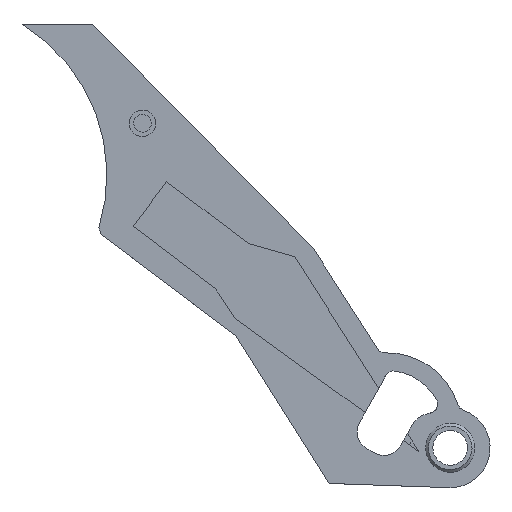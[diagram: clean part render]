
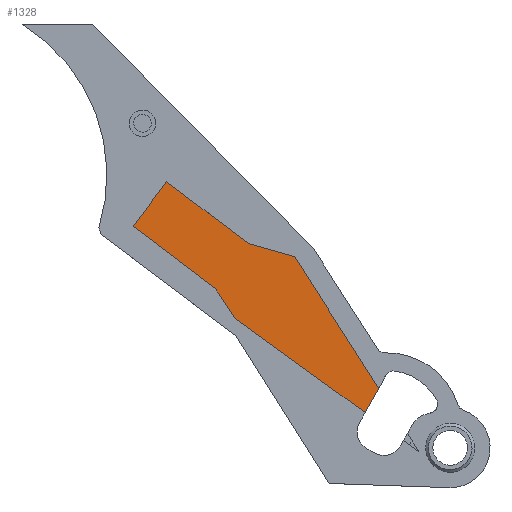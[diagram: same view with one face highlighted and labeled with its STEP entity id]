
A CAD part, top view. The second image highlights one B-rep face of the part: STEP entity #1328.
In plain terms, the highlighted planar face has unit normal (0, 0, 1).
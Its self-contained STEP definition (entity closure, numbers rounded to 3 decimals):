
#62=PLANE('',#1456);
#149=FACE_OUTER_BOUND('',#232,.T.);
#232=EDGE_LOOP('',(#1202,#1203,#1204,#1205,#1206,#1207,#1208,#1209));
#404=LINE('',#2329,#527);
#407=LINE('',#2334,#530);
#409=LINE('',#2338,#532);
#411=LINE('',#2342,#534);
#413=LINE('',#2346,#536);
#415=LINE('',#2350,#538);
#417=LINE('',#2353,#540);
#422=LINE('',#2368,#545);
#527=VECTOR('',#1751,10.);
#530=VECTOR('',#1756,10.);
#532=VECTOR('',#1760,10.);
#534=VECTOR('',#1764,10.);
#536=VECTOR('',#1768,10.);
#538=VECTOR('',#1772,10.);
#540=VECTOR('',#1776,10.);
#545=VECTOR('',#1793,10.);
#660=VERTEX_POINT('',#2311);
#663=VERTEX_POINT('',#2327);
#664=VERTEX_POINT('',#2328);
#665=VERTEX_POINT('',#2333);
#666=VERTEX_POINT('',#2337);
#667=VERTEX_POINT('',#2341);
#668=VERTEX_POINT('',#2345);
#669=VERTEX_POINT('',#2349);
#837=EDGE_CURVE('',#663,#664,#404,.T.);
#840=EDGE_CURVE('',#664,#665,#407,.T.);
#842=EDGE_CURVE('',#665,#666,#409,.T.);
#844=EDGE_CURVE('',#666,#667,#411,.T.);
#846=EDGE_CURVE('',#667,#668,#413,.T.);
#848=EDGE_CURVE('',#668,#669,#415,.T.);
#850=EDGE_CURVE('',#669,#660,#417,.T.);
#857=EDGE_CURVE('',#660,#663,#422,.T.);
#1202=ORIENTED_EDGE('',*,*,#837,.T.);
#1203=ORIENTED_EDGE('',*,*,#840,.T.);
#1204=ORIENTED_EDGE('',*,*,#842,.T.);
#1205=ORIENTED_EDGE('',*,*,#844,.T.);
#1206=ORIENTED_EDGE('',*,*,#846,.T.);
#1207=ORIENTED_EDGE('',*,*,#848,.T.);
#1208=ORIENTED_EDGE('',*,*,#850,.T.);
#1209=ORIENTED_EDGE('',*,*,#857,.T.);
#1328=ADVANCED_FACE('',(#149),#62,.T.);
#1456=AXIS2_PLACEMENT_3D('',#2367,#1791,#1792);
#1751=DIRECTION('',(-0.538,0.843,0.));
#1756=DIRECTION('',(-0.961,0.275,0.));
#1760=DIRECTION('',(-0.799,0.602,0.));
#1764=DIRECTION('',(-0.602,-0.799,0.));
#1768=DIRECTION('',(0.799,-0.602,0.));
#1772=DIRECTION('',(0.551,-0.835,0.));
#1776=DIRECTION('',(0.81,-0.586,0.));
#1791=DIRECTION('center_axis',(0.,0.,1.));
#1792=DIRECTION('ref_axis',(1.,0.,0.));
#1793=DIRECTION('',(0.492,0.871,0.));
#2311=CARTESIAN_POINT('',(7.456,43.5,103.92));
#2327=CARTESIAN_POINT('',(8.997,46.226,103.92));
#2328=CARTESIAN_POINT('',(-0.52,61.147,103.92));
#2329=CARTESIAN_POINT('',(-1.168,62.164,103.92));
#2333=CARTESIAN_POINT('',(-5.749,62.642,103.92));
#2334=CARTESIAN_POINT('',(-5.164,62.475,103.92));
#2337=CARTESIAN_POINT('',(-15.006,69.618,103.92));
#2338=CARTESIAN_POINT('',(-9.762,65.666,103.92));
#2341=CARTESIAN_POINT('',(-18.797,64.587,103.92));
#2342=CARTESIAN_POINT('',(-17.087,66.856,103.92));
#2345=CARTESIAN_POINT('',(-9.537,57.609,103.92));
#2346=CARTESIAN_POINT('',(-8.923,57.146,103.92));
#2349=CARTESIAN_POINT('',(-7.236,54.124,103.92));
#2350=CARTESIAN_POINT('',(-8.512,56.055,103.92));
#2353=CARTESIAN_POINT('',(-0.804,49.473,103.92));
#2367=CARTESIAN_POINT('Origin',(-4.889,61.22,103.92));
#2368=CARTESIAN_POINT('',(7.456,43.5,103.92));
